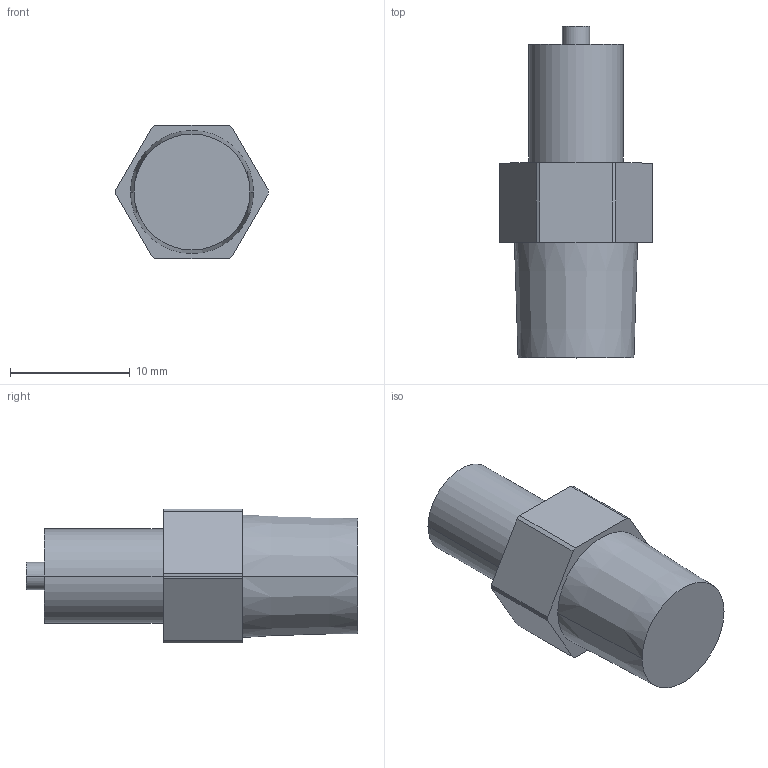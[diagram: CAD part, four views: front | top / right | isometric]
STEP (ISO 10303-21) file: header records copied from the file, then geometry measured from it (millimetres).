
FILE_DESCRIPTION (( 'STEP AP214' ), '1' );
FILE_NAME ('SLV-PU.step', '2017-07-18T19:52:48', ( '' ), ( '' ), 'SwSTEP 2.0', 'SolidWorks 2017', '' );
FILE_SCHEMA (( 'AUTOMOTIVE_DESIGN' ));
Length unit declared in the file: inch
Products named in the file (1): SLV-PU
Bounding box: 12.7 x 27.69 x 11.18 mm (x, y, z)
Volume: 1955.4 mm3; surface area: 1018.5 mm2
Topology: 1 solids, 1 shells, 24 faces, 57 edges, 38 vertices
Faces by surface type: cylinder 11, plane 11, cone 2
Entity records: 864 total; most frequent: DIRECTION 133, CARTESIAN_POINT 120, ORIENTED_EDGE 114, EDGE_CURVE 57, AXIS2_PLACEMENT_3D 51, VERTEX_POINT 38, VECTOR 31, LINE 31
